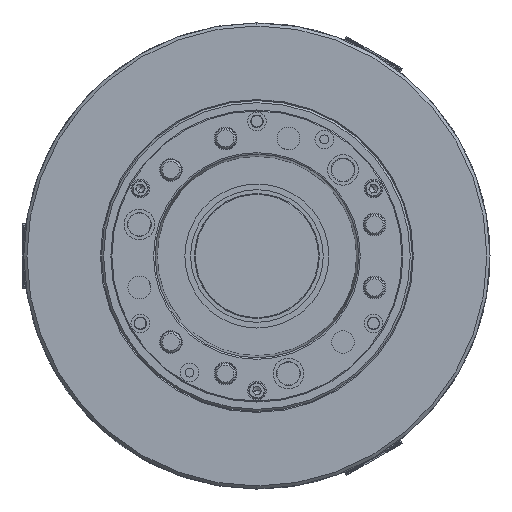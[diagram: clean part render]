
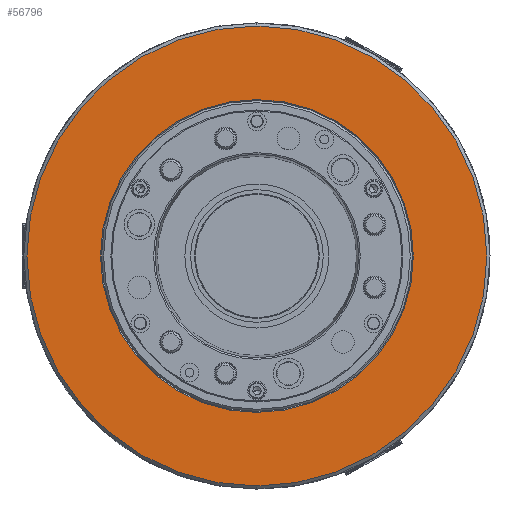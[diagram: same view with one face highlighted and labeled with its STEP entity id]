
A CAD part, left-side view. The second image highlights one B-rep face of the part: STEP entity #56796.
In plain terms, the highlighted planar face has unit normal (-1, 0, 0).
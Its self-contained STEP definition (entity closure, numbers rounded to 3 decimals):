
#413 = VERTEX_POINT ( 'NONE', #66148 ) ;
#1762 = AXIS2_PLACEMENT_3D ( 'NONE', #31397, #54188, #3043 ) ;
#3043 = DIRECTION ( 'NONE',  ( 0., 0., 1. ) ) ;
#6733 = AXIS2_PLACEMENT_3D ( 'NONE', #21190, #43925, #66748 ) ;
#13357 = DIRECTION ( 'NONE',  ( 1., 0., 0. ) ) ;
#14948 = ORIENTED_EDGE ( 'NONE', *, *, #40873, .T. ) ;
#15890 = DIRECTION ( 'NONE',  ( -1., 0., 0. ) ) ;
#16329 = CARTESIAN_POINT ( 'NONE',  ( -132., 0., 0. ) ) ;
#17466 = AXIS2_PLACEMENT_3D ( 'NONE', #64536, #13357, #36105 ) ;
#17616 = VERTEX_POINT ( 'NONE', #35433 ) ;
#19261 = VERTEX_POINT ( 'NONE', #19682 ) ;
#19682 = CARTESIAN_POINT ( 'NONE',  ( -132., 0., -222. ) ) ;
#19792 = AXIS2_PLACEMENT_3D ( 'NONE', #67079, #15890, #38660 ) ;
#21190 = CARTESIAN_POINT ( 'NONE',  ( -132., 0., 0. ) ) ;
#21517 = FACE_OUTER_BOUND ( 'NONE', #40842, .T. ) ;
#23273 = EDGE_CURVE ( 'NONE', #17616, #413, #49635, .T. ) ;
#23444 = EDGE_CURVE ( 'NONE', #72012, #19261, #38925, .T. ) ;
#25335 = AXIS2_PLACEMENT_3D ( 'NONE', #16329, #39098, #61881 ) ;
#29313 = CARTESIAN_POINT ( 'NONE',  ( -132., 0., 222. ) ) ;
#31397 = CARTESIAN_POINT ( 'NONE',  ( -132., 0., 0. ) ) ;
#33936 = CIRCLE ( 'NONE', #1762, 222. ) ;
#35433 = CARTESIAN_POINT ( 'NONE',  ( -132., 0., 151. ) ) ;
#36105 = DIRECTION ( 'NONE',  ( 0., 0., 1. ) ) ;
#38282 = EDGE_CURVE ( 'NONE', #413, #17616, #57513, .T. ) ;
#38660 = DIRECTION ( 'NONE',  ( 0., 0., 1. ) ) ;
#38925 = CIRCLE ( 'NONE', #6733, 222. ) ;
#39098 = DIRECTION ( 'NONE',  ( 1., 0., 0. ) ) ;
#39196 = EDGE_LOOP ( 'NONE', ( #62810, #52769 ) ) ;
#40842 = EDGE_LOOP ( 'NONE', ( #14948, #67515 ) ) ;
#40873 = EDGE_CURVE ( 'NONE', #19261, #72012, #33936, .T. ) ;
#43925 = DIRECTION ( 'NONE',  ( -1., 0., 0. ) ) ;
#44256 = PLANE ( 'NONE',  #19792 ) ;
#49635 = CIRCLE ( 'NONE', #17466, 151. ) ;
#52769 = ORIENTED_EDGE ( 'NONE', *, *, #38282, .T. ) ;
#54188 = DIRECTION ( 'NONE',  ( -1., 0., 0. ) ) ;
#56796 = ADVANCED_FACE ( 'NONE', ( #72684, #21517 ), #44256, .T. ) ;
#57513 = CIRCLE ( 'NONE', #25335, 151. ) ;
#61881 = DIRECTION ( 'NONE',  ( 0., 0., 1. ) ) ;
#62810 = ORIENTED_EDGE ( 'NONE', *, *, #23273, .T. ) ;
#64536 = CARTESIAN_POINT ( 'NONE',  ( -132., 0., 0. ) ) ;
#66148 = CARTESIAN_POINT ( 'NONE',  ( -132., 0., -151. ) ) ;
#66748 = DIRECTION ( 'NONE',  ( 0., 0., 1. ) ) ;
#67079 = CARTESIAN_POINT ( 'NONE',  ( -132., 225., 0. ) ) ;
#67515 = ORIENTED_EDGE ( 'NONE', *, *, #23444, .T. ) ;
#72012 = VERTEX_POINT ( 'NONE', #29313 ) ;
#72684 = FACE_BOUND ( 'NONE', #39196, .T. ) ;
